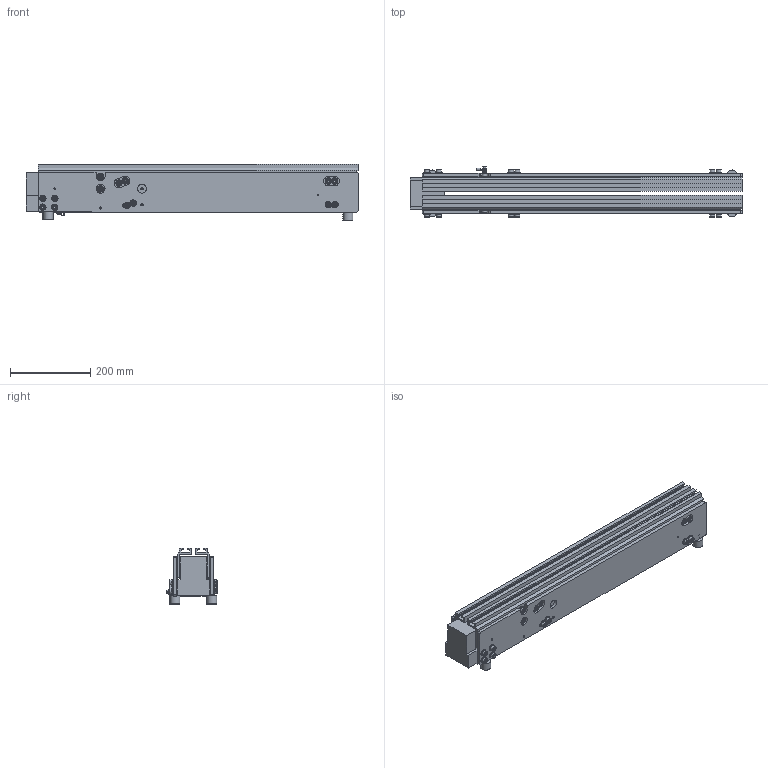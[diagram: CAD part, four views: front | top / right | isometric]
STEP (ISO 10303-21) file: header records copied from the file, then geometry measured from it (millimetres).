
FILE_DESCRIPTION(/* description */ (''),/* implementation_level */ '2;1');
FILE_NAME(/* name */ 'PARU P800-800 S.stp',/* time_stamp */ '2021-09-30T14:49:55+02:00',/* author */ ('User'),/* organization */ (''),/* preprocessor_version */ 'ST-DEVELOPER v18.1',/* originating_system */ 'Autodesk Inventor 2021',/* authorisation */ '');
FILE_SCHEMA (('CONFIG_CONTROL_DESIGN'));
Products named in the file (19): P800-800 Dummy; 6-0200-410-00ZUS Federwinkel 20 - 0; Kontergewicht PARU-P-+-6-0200-400-01ETZ; Gegenmasse L800 PARU-P-+-6-0200-410-02ETZ; Schwingmetallpuffer-+-6-0100-400-16ETZ_ _D25; Zugentlastungsschelle Ø6,4 203192 Heyman; Zylinderschraube_DIN_912___M4x10; Schwinger Links L800 PARU-P-+-6-0200-402-08ETZ; Schwinger Rechts L800 PARU-P-+-6-0200-402-09ETZ; Zylinderschraube_DIN_912___M8x25_25; Scheibe_DIN_125_1_A_8_4; Erdungsanschluss Potentialausgleich RNA 39901353-+-6-0200-400-89ZUS_m
i; Sechskantschraube DIN933 M5x25 Messing RNA39901469; Sperrkantscheibe verzahnt M5 vz Fa.Würth RNA399014
66; Scheibe A5,4 DIN125 Messing RNA39901471; Rohrkabelschuh (M5) KR6-5 61796610 Fa. Elpress RNA 39000611; Federring mit Schutzmantel A5,3 DIN6913 RNA 39901478; Sechskantmutter M5 ISO4032 Messing RNA39901472; Schutzleiteranschluss PE Aufkleber RNA 35000874-+-N-000002321_-
Assembly tree (79 placements, depth 4):
  P800-800 Dummy
    6-0200-410-00ZUS Federwinkel 20 - 0
      Kontergewicht PARU-P-+-6-0200-400-01ETZ
      Gegenmasse L800 PARU-P-+-6-0200-410-02ETZ  x2
      Schwingmetallpuffer-+-6-0100-400-16ETZ_ _D25  x4
      Zugentlastungsschelle Ø6,4 203192 Heyman
      Zylinderschraube_DIN_912___M4x10
      Schwinger Links L800 PARU-P-+-6-0200-402-08ETZ
      Schwinger Rechts L800 PARU-P-+-6-0200-402-09ETZ
      Zylinderschraube_DIN_912___M8x25_25  x28
      Scheibe_DIN_125_1_A_8_4  x28
      Erdungsanschluss Potentialausgleich RNA 39901353-+-6-0200-400-89ZUS_m
i
        Sechskantschraube DIN933 M5x25 Messing RNA39901469
        Sperrkantscheibe verzahnt M5 vz Fa.Würth RNA399014
66  x2
        Scheibe A5,4 DIN125 Messing RNA39901471  x2
        Sechskantmutter M5 ISO4032 Messing RNA39901472  x2
        Rohrkabelschuh (M5) KR6-5 61796610 Fa. Elpress RNA 39000611
        Federring mit Schutzmantel A5,3 DIN6913 RNA 39901478
      Schutzleiteranschluss PE Aufkleber RNA 35000874-+-N-000002321_-
Bounding box: 830 x 126.01 x 140 mm (x, y, z)
Volume: 2906224.3 mm3; surface area: 877833.5 mm2
Topology: 77 solids, 77 shells, 2591 faces, 6985 edges, 4581 vertices
Faces by surface type: plane 1381, cylinder 612, cone 364, torus 224, bspline 10
Full cylindrical faces by diameter (mm): 3.3 x2, 4 x2, 4.1 x7, 4.134 x2, 4.2 x5, 4.3 x2, 5 x7, 5.1 x2, 5.3 x2, 5.5 x7, 6 x33, 6.8 x8, 6.88 x1, 7 x1, 8 x28, 8.2 x1, 8.4 x28, 8.92 x1, 9 x8, 9.08 x1, 10 x14, 10.2 x2, 11 x1, 13 x29, 16 x28, 22 x4, 25 x4
Entity records: 34366 total; most frequent: CARTESIAN_POINT 8102, DIRECTION 5646, ORIENTED_EDGE 5258, EDGE_CURVE 2629, AXIS2_PLACEMENT_3D 2203, VERTEX_POINT 1727, LINE 1240, VECTOR 1240
